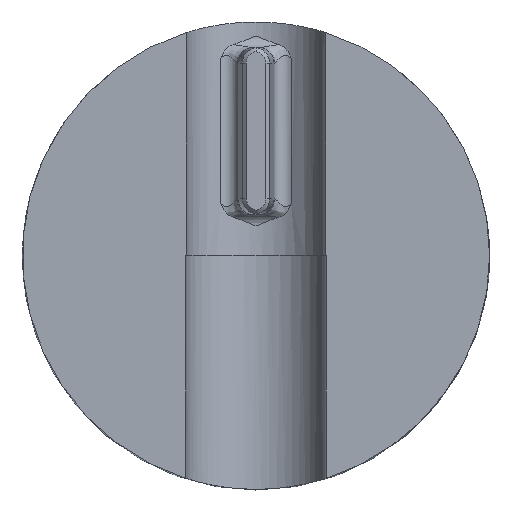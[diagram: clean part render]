
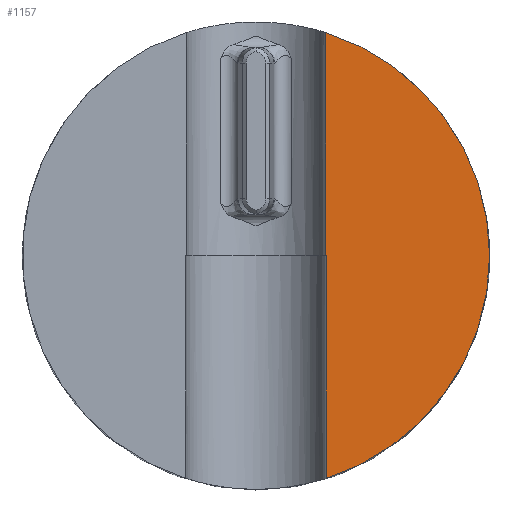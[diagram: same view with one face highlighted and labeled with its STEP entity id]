
A CAD part, top view. The second image highlights one B-rep face of the part: STEP entity #1157.
In plain terms, the highlighted planar face has unit normal (0, 0, 1).
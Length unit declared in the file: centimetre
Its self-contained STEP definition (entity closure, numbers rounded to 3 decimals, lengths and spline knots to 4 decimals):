
#131=CIRCLE('',#491,1.5);
#168=PLANE('',#489);
#201=VECTOR('',#371,1.);
#202=VECTOR('',#372,1.);
#203=VECTOR('',#373,1.);
#244=LINE('',#2937,#201);
#245=LINE('',#2939,#202);
#246=LINE('',#2941,#203);
#363=DIRECTION('',(0.,0.,1.));
#369=DIRECTION('',(0.,0.,-1.));
#370=DIRECTION('',(1.5,0.,0.));
#371=DIRECTION('',(0.,1.,0.));
#372=DIRECTION('',(1.,0.,0.));
#373=DIRECTION('',(0.,-1.,0.));
#489=AXIS2_PLACEMENT_3D('',#2925,#363,$);
#491=AXIS2_PLACEMENT_3D('',#2934,#369,#370);
#578=VERTEX_POINT('',#2935);
#579=VERTEX_POINT('',#2936);
#580=VERTEX_POINT('',#2938);
#581=VERTEX_POINT('',#2940);
#710=EDGE_CURVE('',#578,#579,#131,.T.);
#711=EDGE_CURVE('',#580,#578,#244,.T.);
#712=EDGE_CURVE('',#580,#581,#245,.T.);
#713=EDGE_CURVE('',#581,#579,#246,.T.);
#879=ORIENTED_EDGE('',*,*,#710,.F.);
#880=ORIENTED_EDGE('',*,*,#711,.F.);
#881=ORIENTED_EDGE('',*,*,#712,.T.);
#882=ORIENTED_EDGE('',*,*,#713,.T.);
#1021=EDGE_LOOP('',(#879,#880,#881,#882));
#1089=FACE_BOUND('',#1021,.T.);
#1157=ADVANCED_FACE('',(#1089),#168,.T.);
#2925=CARTESIAN_POINT('',(0.,0.,3.35));
#2934=CARTESIAN_POINT('',(0.,0.,3.35));
#2935=CARTESIAN_POINT('',(0.4472,1.4318,3.35));
#2936=CARTESIAN_POINT('',(0.45,-1.4309,3.35));
#2937=CARTESIAN_POINT('',(0.4472,0.,3.35));
#2938=CARTESIAN_POINT('',(0.4472,0.,3.35));
#2939=CARTESIAN_POINT('',(0.,0.,3.35));
#2940=CARTESIAN_POINT('',(0.45,0.,3.35));
#2941=CARTESIAN_POINT('',(0.45,-0.7159,3.35));
